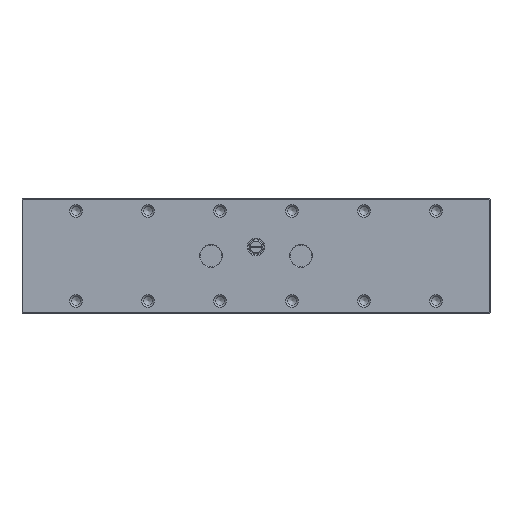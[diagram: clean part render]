
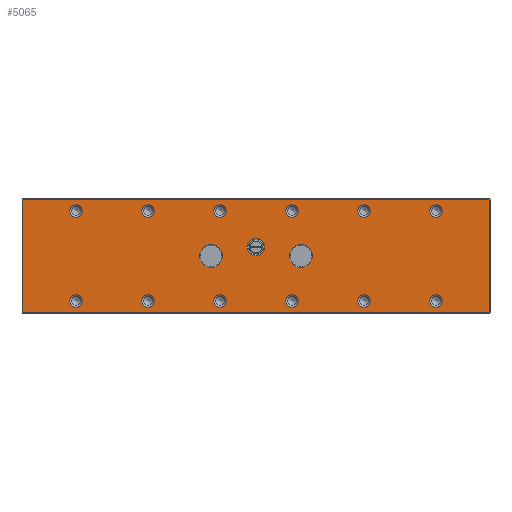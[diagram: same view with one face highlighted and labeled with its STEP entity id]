
A CAD part, top view. The second image highlights one B-rep face of the part: STEP entity #5065.
In plain terms, the highlighted planar face has unit normal (0, 0, 1).
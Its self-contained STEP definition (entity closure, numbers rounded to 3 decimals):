
#4708=FACE_BOUND('',#10485,.T.);
#4709=FACE_BOUND('',#10486,.T.);
#4710=FACE_BOUND('',#10487,.T.);
#4711=FACE_BOUND('',#10488,.T.);
#4712=FACE_BOUND('',#10489,.T.);
#4713=FACE_BOUND('',#10490,.T.);
#4714=FACE_BOUND('',#10491,.T.);
#4715=FACE_BOUND('',#10492,.T.);
#4716=FACE_BOUND('',#10493,.T.);
#4717=FACE_BOUND('',#10494,.T.);
#4718=FACE_BOUND('',#10495,.T.);
#4719=FACE_BOUND('',#10496,.T.);
#4720=FACE_BOUND('',#10497,.T.);
#4721=FACE_BOUND('',#10498,.T.);
#4722=FACE_BOUND('',#10499,.T.);
#4723=FACE_BOUND('',#10500,.T.);
#5065=ADVANCED_FACE('',(#4708,#4709,#4710,#4711,#4712,#4713,#4714,#4715,
#4716,#4717,#4718,#4719,#4720,#4721,#4722,#4723),#6968,.F.);
#6968=PLANE('',#41944);
#10485=EDGE_LOOP('',(#13577));
#10486=EDGE_LOOP('',(#13578));
#10487=EDGE_LOOP('',(#13579));
#10488=EDGE_LOOP('',(#13580));
#10489=EDGE_LOOP('',(#13581));
#10490=EDGE_LOOP('',(#13582));
#10491=EDGE_LOOP('',(#13583));
#10492=EDGE_LOOP('',(#13584));
#10493=EDGE_LOOP('',(#13585));
#10494=EDGE_LOOP('',(#13586));
#10495=EDGE_LOOP('',(#13587));
#10496=EDGE_LOOP('',(#13588));
#10497=EDGE_LOOP('',(#13589));
#10498=EDGE_LOOP('',(#13590));
#10499=EDGE_LOOP('',(#13591));
#10500=EDGE_LOOP('',(#13592,#13593,#13594,#13595,#13596,#13597,#13598,#13599));
#12352=CIRCLE('',#41929,2.45);
#12353=CIRCLE('',#41930,3.2);
#12354=CIRCLE('',#41931,3.2);
#12355=CIRCLE('',#41932,1.75);
#12356=CIRCLE('',#41933,1.75);
#12357=CIRCLE('',#41934,1.75);
#12358=CIRCLE('',#41935,1.75);
#12359=CIRCLE('',#41936,1.75);
#12360=CIRCLE('',#41937,1.75);
#12361=CIRCLE('',#41938,1.75);
#12362=CIRCLE('',#41939,1.75);
#12363=CIRCLE('',#41940,1.75);
#12364=CIRCLE('',#41941,1.75);
#12365=CIRCLE('',#41942,1.75);
#12366=CIRCLE('',#41943,1.75);
#13577=ORIENTED_EDGE('',*,*,#27812,.T.);
#13578=ORIENTED_EDGE('',*,*,#27813,.T.);
#13579=ORIENTED_EDGE('',*,*,#27814,.T.);
#13580=ORIENTED_EDGE('',*,*,#27815,.T.);
#13581=ORIENTED_EDGE('',*,*,#27816,.T.);
#13582=ORIENTED_EDGE('',*,*,#27817,.T.);
#13583=ORIENTED_EDGE('',*,*,#27818,.T.);
#13584=ORIENTED_EDGE('',*,*,#27819,.T.);
#13585=ORIENTED_EDGE('',*,*,#27820,.T.);
#13586=ORIENTED_EDGE('',*,*,#27821,.T.);
#13587=ORIENTED_EDGE('',*,*,#27822,.T.);
#13588=ORIENTED_EDGE('',*,*,#27823,.T.);
#13589=ORIENTED_EDGE('',*,*,#27824,.T.);
#13590=ORIENTED_EDGE('',*,*,#27825,.T.);
#13591=ORIENTED_EDGE('',*,*,#27826,.T.);
#13592=ORIENTED_EDGE('',*,*,#27827,.T.);
#13593=ORIENTED_EDGE('',*,*,#27828,.T.);
#13594=ORIENTED_EDGE('',*,*,#27829,.T.);
#13595=ORIENTED_EDGE('',*,*,#27830,.T.);
#13596=ORIENTED_EDGE('',*,*,#27831,.T.);
#13597=ORIENTED_EDGE('',*,*,#27832,.T.);
#13598=ORIENTED_EDGE('',*,*,#27833,.T.);
#13599=ORIENTED_EDGE('',*,*,#27834,.T.);
#24219=VERTEX_POINT('',#55030);
#24220=VERTEX_POINT('',#55032);
#24221=VERTEX_POINT('',#55034);
#24222=VERTEX_POINT('',#55036);
#24223=VERTEX_POINT('',#55038);
#24224=VERTEX_POINT('',#55040);
#24225=VERTEX_POINT('',#55042);
#24226=VERTEX_POINT('',#55044);
#24227=VERTEX_POINT('',#55046);
#24228=VERTEX_POINT('',#55048);
#24229=VERTEX_POINT('',#55050);
#24230=VERTEX_POINT('',#55052);
#24231=VERTEX_POINT('',#55054);
#24232=VERTEX_POINT('',#55056);
#24233=VERTEX_POINT('',#55058);
#24234=VERTEX_POINT('',#55060);
#24235=VERTEX_POINT('',#55061);
#24236=VERTEX_POINT('',#55063);
#24237=VERTEX_POINT('',#55065);
#24238=VERTEX_POINT('',#55067);
#24239=VERTEX_POINT('',#55069);
#24240=VERTEX_POINT('',#55071);
#24241=VERTEX_POINT('',#55073);
#27812=EDGE_CURVE('',#24219,#24219,#12352,.T.);
#27813=EDGE_CURVE('',#24220,#24220,#12353,.T.);
#27814=EDGE_CURVE('',#24221,#24221,#12354,.T.);
#27815=EDGE_CURVE('',#24222,#24222,#12355,.T.);
#27816=EDGE_CURVE('',#24223,#24223,#12356,.T.);
#27817=EDGE_CURVE('',#24224,#24224,#12357,.T.);
#27818=EDGE_CURVE('',#24225,#24225,#12358,.T.);
#27819=EDGE_CURVE('',#24226,#24226,#12359,.T.);
#27820=EDGE_CURVE('',#24227,#24227,#12360,.T.);
#27821=EDGE_CURVE('',#24228,#24228,#12361,.T.);
#27822=EDGE_CURVE('',#24229,#24229,#12362,.T.);
#27823=EDGE_CURVE('',#24230,#24230,#12363,.T.);
#27824=EDGE_CURVE('',#24231,#24231,#12364,.T.);
#27825=EDGE_CURVE('',#24232,#24232,#12365,.T.);
#27826=EDGE_CURVE('',#24233,#24233,#12366,.T.);
#27827=EDGE_CURVE('',#24234,#24235,#32977,.T.);
#27828=EDGE_CURVE('',#24235,#24236,#32978,.T.);
#27829=EDGE_CURVE('',#24236,#24237,#32979,.T.);
#27830=EDGE_CURVE('',#24237,#24238,#32980,.T.);
#27831=EDGE_CURVE('',#24238,#24239,#32981,.T.);
#27832=EDGE_CURVE('',#24239,#24240,#32982,.T.);
#27833=EDGE_CURVE('',#24240,#24241,#32983,.T.);
#27834=EDGE_CURVE('',#24241,#24234,#32984,.T.);
#32977=LINE('',#55059,#37839);
#32978=LINE('',#55062,#37840);
#32979=LINE('',#55064,#37841);
#32980=LINE('',#55066,#37842);
#32981=LINE('',#55068,#37843);
#32982=LINE('',#55070,#37844);
#32983=LINE('',#55072,#37845);
#32984=LINE('',#55074,#37846);
#37839=VECTOR('',#44905,1.);
#37840=VECTOR('',#44906,1.);
#37841=VECTOR('',#44907,1.);
#37842=VECTOR('',#44908,1.);
#37843=VECTOR('',#44909,1.);
#37844=VECTOR('',#44910,1.);
#37845=VECTOR('',#44911,1.);
#37846=VECTOR('',#44912,1.);
#41929=AXIS2_PLACEMENT_3D('',#55029,#44875,#44876);
#41930=AXIS2_PLACEMENT_3D('',#55031,#44877,#44878);
#41931=AXIS2_PLACEMENT_3D('',#55033,#44879,#44880);
#41932=AXIS2_PLACEMENT_3D('',#55035,#44881,#44882);
#41933=AXIS2_PLACEMENT_3D('',#55037,#44883,#44884);
#41934=AXIS2_PLACEMENT_3D('',#55039,#44885,#44886);
#41935=AXIS2_PLACEMENT_3D('',#55041,#44887,#44888);
#41936=AXIS2_PLACEMENT_3D('',#55043,#44889,#44890);
#41937=AXIS2_PLACEMENT_3D('',#55045,#44891,#44892);
#41938=AXIS2_PLACEMENT_3D('',#55047,#44893,#44894);
#41939=AXIS2_PLACEMENT_3D('',#55049,#44895,#44896);
#41940=AXIS2_PLACEMENT_3D('',#55051,#44897,#44898);
#41941=AXIS2_PLACEMENT_3D('',#55053,#44899,#44900);
#41942=AXIS2_PLACEMENT_3D('',#55055,#44901,#44902);
#41943=AXIS2_PLACEMENT_3D('',#55057,#44903,#44904);
#41944=AXIS2_PLACEMENT_3D('',#55075,#44913,#44914);
#44875=DIRECTION('',(0.,0.,-1.));
#44876=DIRECTION('',(-1.,0.,0.));
#44877=DIRECTION('',(0.,0.,-1.));
#44878=DIRECTION('',(-1.,0.,0.));
#44879=DIRECTION('',(0.,0.,-1.));
#44880=DIRECTION('',(-1.,0.,0.));
#44881=DIRECTION('',(0.,0.,-1.));
#44882=DIRECTION('',(-1.,0.,0.));
#44883=DIRECTION('',(0.,0.,-1.));
#44884=DIRECTION('',(-1.,0.,0.));
#44885=DIRECTION('',(0.,0.,-1.));
#44886=DIRECTION('',(-1.,0.,0.));
#44887=DIRECTION('',(0.,0.,-1.));
#44888=DIRECTION('',(-1.,0.,0.));
#44889=DIRECTION('',(0.,0.,-1.));
#44890=DIRECTION('',(-1.,0.,0.));
#44891=DIRECTION('',(0.,0.,-1.));
#44892=DIRECTION('',(-1.,0.,0.));
#44893=DIRECTION('',(0.,0.,-1.));
#44894=DIRECTION('',(-1.,0.,0.));
#44895=DIRECTION('',(0.,0.,-1.));
#44896=DIRECTION('',(-1.,0.,0.));
#44897=DIRECTION('',(0.,0.,-1.));
#44898=DIRECTION('',(-1.,0.,0.));
#44899=DIRECTION('',(0.,0.,-1.));
#44900=DIRECTION('',(-1.,0.,0.));
#44901=DIRECTION('',(0.,0.,-1.));
#44902=DIRECTION('',(-1.,0.,0.));
#44903=DIRECTION('',(0.,0.,-1.));
#44904=DIRECTION('',(-1.,0.,0.));
#44905=DIRECTION('',(-0.577,-0.816,0.));
#44906=DIRECTION('',(0.,-1.,0.));
#44907=DIRECTION('',(0.577,-0.816,0.));
#44908=DIRECTION('',(1.,0.,0.));
#44909=DIRECTION('',(0.577,0.816,0.));
#44910=DIRECTION('',(0.,1.,0.));
#44911=DIRECTION('',(-0.577,0.816,0.));
#44912=DIRECTION('',(-1.,0.,0.));
#44913=DIRECTION('',(0.,0.,-1.));
#44914=DIRECTION('',(1.,0.,0.));
#55029=CARTESIAN_POINT('',(0.,2.5,16.));
#55030=CARTESIAN_POINT('',(-2.45,2.5,16.));
#55031=CARTESIAN_POINT('',(12.5,0.,16.));
#55032=CARTESIAN_POINT('',(9.3,0.,16.));
#55033=CARTESIAN_POINT('',(-12.5,0.,16.));
#55034=CARTESIAN_POINT('',(-15.7,0.,16.));
#55035=CARTESIAN_POINT('',(50.,12.5,16.));
#55036=CARTESIAN_POINT('',(48.25,12.5,16.));
#55037=CARTESIAN_POINT('',(30.,12.5,16.));
#55038=CARTESIAN_POINT('',(28.25,12.5,16.));
#55039=CARTESIAN_POINT('',(10.,12.5,16.));
#55040=CARTESIAN_POINT('',(8.25,12.5,16.));
#55041=CARTESIAN_POINT('',(-10.,12.5,16.));
#55042=CARTESIAN_POINT('',(-11.75,12.5,16.));
#55043=CARTESIAN_POINT('',(-30.,12.5,16.));
#55044=CARTESIAN_POINT('',(-31.75,12.5,16.));
#55045=CARTESIAN_POINT('',(50.,-12.5,16.));
#55046=CARTESIAN_POINT('',(48.25,-12.5,16.));
#55047=CARTESIAN_POINT('',(30.,-12.5,16.));
#55048=CARTESIAN_POINT('',(28.25,-12.5,16.));
#55049=CARTESIAN_POINT('',(10.,-12.5,16.));
#55050=CARTESIAN_POINT('',(8.25,-12.5,16.));
#55051=CARTESIAN_POINT('',(-10.,-12.5,16.));
#55052=CARTESIAN_POINT('',(-11.75,-12.5,16.));
#55053=CARTESIAN_POINT('',(-30.,-12.5,16.));
#55054=CARTESIAN_POINT('',(-31.75,-12.5,16.));
#55055=CARTESIAN_POINT('',(-50.,12.5,16.));
#55056=CARTESIAN_POINT('',(-51.75,12.5,16.));
#55057=CARTESIAN_POINT('',(-50.,-12.5,16.));
#55058=CARTESIAN_POINT('',(-51.75,-12.5,16.));
#55059=CARTESIAN_POINT('',(-64.82,15.49,16.));
#55060=CARTESIAN_POINT('',(-64.6,15.8,16.));
#55061=CARTESIAN_POINT('',(-64.8,15.517,16.));
#55062=CARTESIAN_POINT('',(-64.8,16.,16.));
#55063=CARTESIAN_POINT('',(-64.8,-15.517,16.));
#55064=CARTESIAN_POINT('',(-64.82,-15.49,16.));
#55065=CARTESIAN_POINT('',(-64.6,-15.8,16.));
#55066=CARTESIAN_POINT('',(65.,-15.8,16.));
#55067=CARTESIAN_POINT('',(64.6,-15.8,16.));
#55068=CARTESIAN_POINT('',(64.82,-15.49,16.));
#55069=CARTESIAN_POINT('',(64.8,-15.517,16.));
#55070=CARTESIAN_POINT('',(64.8,15.234,16.));
#55071=CARTESIAN_POINT('',(64.8,15.517,16.));
#55072=CARTESIAN_POINT('',(64.82,15.49,16.));
#55073=CARTESIAN_POINT('',(64.6,15.8,16.));
#55074=CARTESIAN_POINT('',(65.,15.8,16.));
#55075=CARTESIAN_POINT('',(65.,16.,16.));
